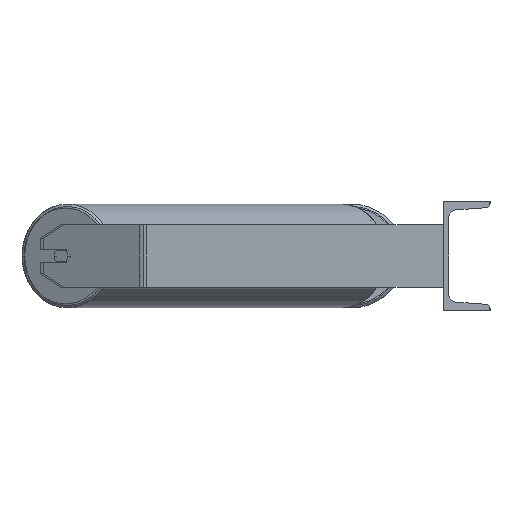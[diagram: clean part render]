
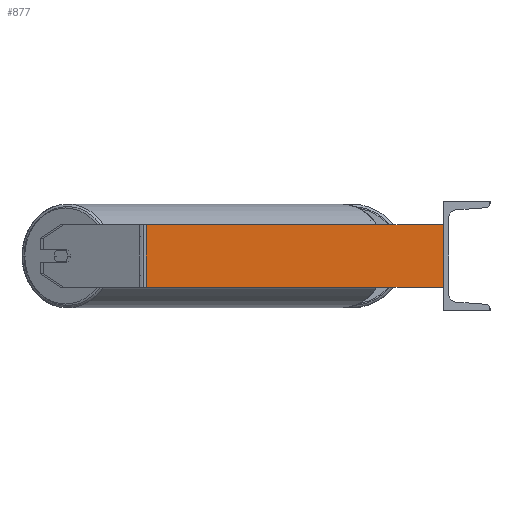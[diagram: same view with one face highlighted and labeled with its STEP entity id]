
A CAD part, left-side view. The second image highlights one B-rep face of the part: STEP entity #877.
In plain terms, the highlighted planar face has unit normal (-1, 0, 0).
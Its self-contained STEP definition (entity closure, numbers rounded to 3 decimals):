
#22 = EDGE_CURVE ( 'NONE', #8040, #3184, #3463, .T. ) ;
#24 = CARTESIAN_POINT ( 'NONE',  ( -1085., 384.512, -40. ) ) ;
#160 = FACE_OUTER_BOUND ( 'NONE', #2479, .T. ) ;
#229 = VECTOR ( 'NONE', #6852, 1000. ) ;
#241 = EDGE_CURVE ( 'NONE', #3159, #8040, #5728, .T. ) ;
#388 = DIRECTION ( 'NONE',  ( 0., 0., -1. ) ) ;
#466 = CARTESIAN_POINT ( 'NONE',  ( -1085., 384.512, 40. ) ) ;
#877 = ADVANCED_FACE ( 'NONE', ( #160 ), #2299, .F. ) ;
#1799 = CARTESIAN_POINT ( 'NONE',  ( -1085., 0., 40. ) ) ;
#2299 = PLANE ( 'NONE',  #3774 ) ;
#2479 = EDGE_LOOP ( 'NONE', ( #6631, #2616, #8779, #3910 ) ) ;
#2507 = CARTESIAN_POINT ( 'NONE',  ( -1085., 380.225, -40. ) ) ;
#2616 = ORIENTED_EDGE ( 'NONE', *, *, #7283, .F. ) ;
#2908 = CARTESIAN_POINT ( 'NONE',  ( -1085., 380.225, 40. ) ) ;
#3023 = LINE ( 'NONE', #1799, #4876 ) ;
#3159 = VERTEX_POINT ( 'NONE', #8379 ) ;
#3184 = VERTEX_POINT ( 'NONE', #3709 ) ;
#3463 = LINE ( 'NONE', #24, #7549 ) ;
#3709 = CARTESIAN_POINT ( 'NONE',  ( -1085., 0., -40. ) ) ;
#3774 = AXIS2_PLACEMENT_3D ( 'NONE', #466, #5204, #5291 ) ;
#3910 = ORIENTED_EDGE ( 'NONE', *, *, #241, .T. ) ;
#4356 = VERTEX_POINT ( 'NONE', #6955 ) ;
#4620 = EDGE_CURVE ( 'NONE', #3159, #4356, #6894, .T. ) ;
#4876 = VECTOR ( 'NONE', #388, 1000. ) ;
#5204 = DIRECTION ( 'NONE',  ( 1., 0., 0. ) ) ;
#5291 = DIRECTION ( 'NONE',  ( 0., 0., -1. ) ) ;
#5547 = CARTESIAN_POINT ( 'NONE',  ( -1085., 384.512, 40. ) ) ;
#5558 = DIRECTION ( 'NONE',  ( 0., -1., 0. ) ) ;
#5687 = DIRECTION ( 'NONE',  ( 0., 0., -1. ) ) ;
#5728 = LINE ( 'NONE', #2908, #5817 ) ;
#5817 = VECTOR ( 'NONE', #5687, 1000. ) ;
#6631 = ORIENTED_EDGE ( 'NONE', *, *, #22, .T. ) ;
#6852 = DIRECTION ( 'NONE',  ( 0., -1., 0. ) ) ;
#6894 = LINE ( 'NONE', #5547, #229 ) ;
#6955 = CARTESIAN_POINT ( 'NONE',  ( -1085., 0., 40. ) ) ;
#7283 = EDGE_CURVE ( 'NONE', #4356, #3184, #3023, .T. ) ;
#7549 = VECTOR ( 'NONE', #5558, 1000. ) ;
#8040 = VERTEX_POINT ( 'NONE', #2507 ) ;
#8379 = CARTESIAN_POINT ( 'NONE',  ( -1085., 380.225, 40. ) ) ;
#8779 = ORIENTED_EDGE ( 'NONE', *, *, #4620, .F. ) ;
